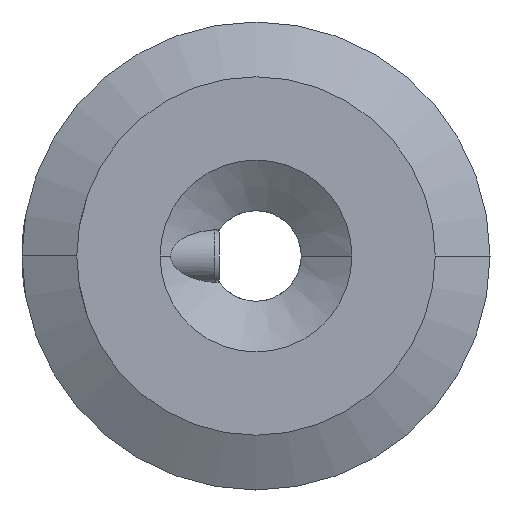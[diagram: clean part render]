
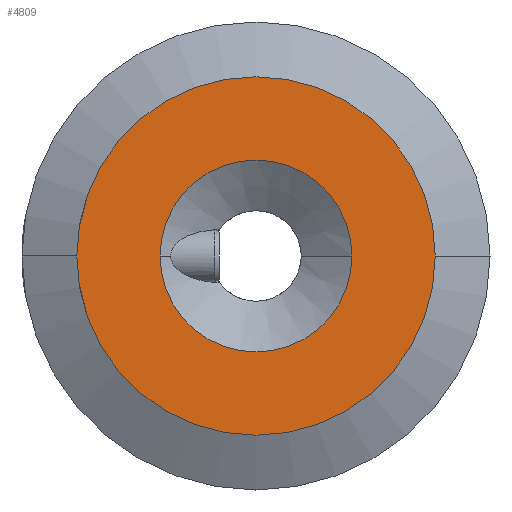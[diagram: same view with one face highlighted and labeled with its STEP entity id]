
A CAD part, left-side view. The second image highlights one B-rep face of the part: STEP entity #4809.
In plain terms, the highlighted planar face has unit normal (-1, 0, 0).
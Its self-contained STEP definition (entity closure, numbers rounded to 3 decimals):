
#221 = DIRECTION ( 'NONE',  ( 0., -1., 0. ) ) ;
#480 = CARTESIAN_POINT ( 'NONE',  ( 10.159, 0., 0. ) ) ;
#565 = EDGE_CURVE ( 'NONE', #3303, #1996, #4469, .T. ) ;
#691 = DIRECTION ( 'NONE',  ( 0., -1., 0. ) ) ;
#945 = EDGE_CURVE ( 'NONE', #1222, #1377, #2841, .T. ) ;
#1025 = CARTESIAN_POINT ( 'NONE',  ( 10.159, 9.024, 0. ) ) ;
#1048 = DIRECTION ( 'NONE',  ( -1., 0., 0. ) ) ;
#1132 = AXIS2_PLACEMENT_3D ( 'NONE', #4777, #2090, #2932 ) ;
#1159 = CARTESIAN_POINT ( 'NONE',  ( 10.159, -9.024, 0. ) ) ;
#1204 = AXIS2_PLACEMENT_3D ( 'NONE', #4381, #1048, #4306 ) ;
#1222 = VERTEX_POINT ( 'NONE', #1025 ) ;
#1377 = VERTEX_POINT ( 'NONE', #1159 ) ;
#1436 = PLANE ( 'NONE',  #2445 ) ;
#1492 = DIRECTION ( 'NONE',  ( -1., 0., 0. ) ) ;
#1996 = VERTEX_POINT ( 'NONE', #4189 ) ;
#2071 = CARTESIAN_POINT ( 'NONE',  ( 10.159, 0., 0. ) ) ;
#2090 = DIRECTION ( 'NONE',  ( -1., 0., 0. ) ) ;
#2122 = DIRECTION ( 'NONE',  ( 0., 1., 0. ) ) ;
#2133 = CIRCLE ( 'NONE', #3062, 9.024 ) ;
#2445 = AXIS2_PLACEMENT_3D ( 'NONE', #3942, #4404, #2122 ) ;
#2656 = ORIENTED_EDGE ( 'NONE', *, *, #4144, .F. ) ;
#2823 = FACE_BOUND ( 'NONE', #3088, .T. ) ;
#2841 = CIRCLE ( 'NONE', #4475, 9.024 ) ;
#2932 = DIRECTION ( 'NONE',  ( 0., -1., 0. ) ) ;
#3062 = AXIS2_PLACEMENT_3D ( 'NONE', #2071, #3549, #221 ) ;
#3088 = EDGE_LOOP ( 'NONE', ( #2656, #4014 ) ) ;
#3289 = CIRCLE ( 'NONE', #1204, 16.85 ) ;
#3303 = VERTEX_POINT ( 'NONE', #3488 ) ;
#3488 = CARTESIAN_POINT ( 'NONE',  ( 10.159, -16.85, 0. ) ) ;
#3549 = DIRECTION ( 'NONE',  ( -1., 0., 0. ) ) ;
#3572 = EDGE_LOOP ( 'NONE', ( #4414, #3724 ) ) ;
#3724 = ORIENTED_EDGE ( 'NONE', *, *, #4717, .T. ) ;
#3942 = CARTESIAN_POINT ( 'NONE',  ( 10.159, 9.024, 0. ) ) ;
#4014 = ORIENTED_EDGE ( 'NONE', *, *, #945, .F. ) ;
#4144 = EDGE_CURVE ( 'NONE', #1377, #1222, #2133, .T. ) ;
#4189 = CARTESIAN_POINT ( 'NONE',  ( 10.159, 16.85, 0. ) ) ;
#4306 = DIRECTION ( 'NONE',  ( 0., -1., 0. ) ) ;
#4359 = FACE_OUTER_BOUND ( 'NONE', #3572, .T. ) ;
#4381 = CARTESIAN_POINT ( 'NONE',  ( 10.159, 0., 0. ) ) ;
#4404 = DIRECTION ( 'NONE',  ( 1., 0., 0. ) ) ;
#4414 = ORIENTED_EDGE ( 'NONE', *, *, #565, .T. ) ;
#4469 = CIRCLE ( 'NONE', #1132, 16.85 ) ;
#4475 = AXIS2_PLACEMENT_3D ( 'NONE', #480, #1492, #691 ) ;
#4717 = EDGE_CURVE ( 'NONE', #1996, #3303, #3289, .T. ) ;
#4777 = CARTESIAN_POINT ( 'NONE',  ( 10.159, 0., 0. ) ) ;
#4809 = ADVANCED_FACE ( 'NONE', ( #2823, #4359 ), #1436, .F. ) ;
